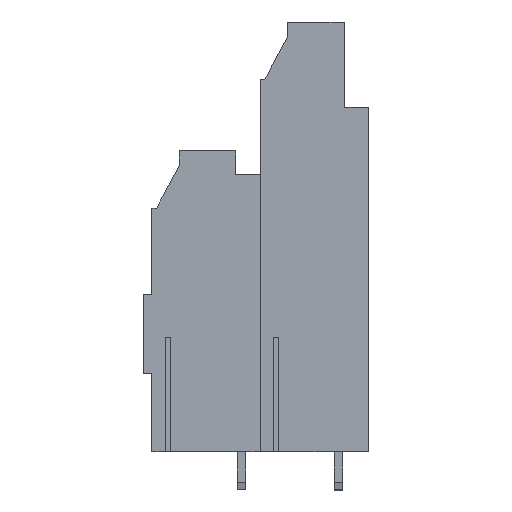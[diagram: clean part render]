
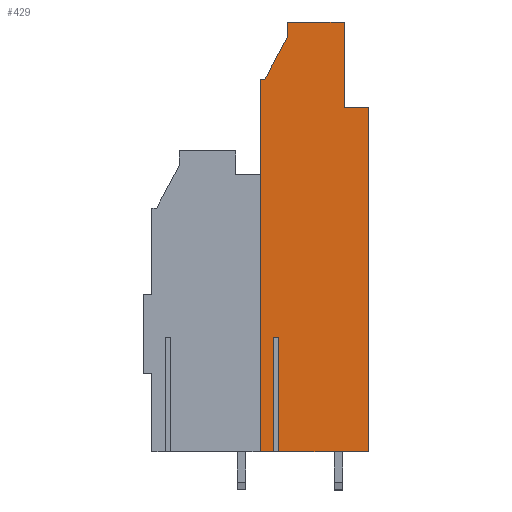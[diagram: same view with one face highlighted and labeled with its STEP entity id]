
A CAD part, top view. The second image highlights one B-rep face of the part: STEP entity #429.
In plain terms, the highlighted planar face has unit normal (0, 0, 1).
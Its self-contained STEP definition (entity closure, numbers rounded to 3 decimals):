
#429 = ADVANCED_FACE( '', ( #1068 ), #1069, .T. );
#1068 = FACE_OUTER_BOUND( '', #1934, .T. );
#1069 = PLANE( '', #1935 );
#1934 = EDGE_LOOP( '', ( #2986, #2987, #2988, #2989, #2990, #2991, #2992, #2993, #2994, #2995, #2996, #2997, #2998, #2999 ) );
#1935 = AXIS2_PLACEMENT_3D( '', #3000, #3001, #3002 );
#2986 = ORIENTED_EDGE( '', *, *, #5681, .T. );
#2987 = ORIENTED_EDGE( '', *, *, #5682, .T. );
#2988 = ORIENTED_EDGE( '', *, *, #5683, .T. );
#2989 = ORIENTED_EDGE( '', *, *, #5684, .T. );
#2990 = ORIENTED_EDGE( '', *, *, #5530, .T. );
#2991 = ORIENTED_EDGE( '', *, *, #5685, .T. );
#2992 = ORIENTED_EDGE( '', *, *, #5686, .T. );
#2993 = ORIENTED_EDGE( '', *, *, #5630, .T. );
#2994 = ORIENTED_EDGE( '', *, *, #5687, .T. );
#2995 = ORIENTED_EDGE( '', *, *, #5688, .T. );
#2996 = ORIENTED_EDGE( '', *, *, #5689, .T. );
#2997 = ORIENTED_EDGE( '', *, *, #5690, .T. );
#2998 = ORIENTED_EDGE( '', *, *, #5691, .F. );
#2999 = ORIENTED_EDGE( '', *, *, #5692, .T. );
#3000 = CARTESIAN_POINT( '', ( 16.6, 22.5, 0. ) );
#3001 = DIRECTION( '', ( 0., 0., 1. ) );
#3002 = DIRECTION( '', ( 1., 0., 0. ) );
#5530 = EDGE_CURVE( '', #6676, #6674, #6677, .T. );
#5630 = EDGE_CURVE( '', #6859, #6857, #6860, .T. );
#5681 = EDGE_CURVE( '', #6948, #6949, #6950, .T. );
#5682 = EDGE_CURVE( '', #6949, #6951, #6952, .T. );
#5683 = EDGE_CURVE( '', #6951, #6953, #6954, .T. );
#5684 = EDGE_CURVE( '', #6953, #6676, #6955, .T. );
#5685 = EDGE_CURVE( '', #6674, #6956, #6957, .T. );
#5686 = EDGE_CURVE( '', #6956, #6859, #6958, .T. );
#5687 = EDGE_CURVE( '', #6857, #6959, #6960, .T. );
#5688 = EDGE_CURVE( '', #6959, #6961, #6962, .T. );
#5689 = EDGE_CURVE( '', #6961, #6963, #6964, .T. );
#5690 = EDGE_CURVE( '', #6963, #6965, #6966, .T. );
#5691 = EDGE_CURVE( '', #6967, #6965, #6968, .T. );
#5692 = EDGE_CURVE( '', #6967, #6948, #6969, .T. );
#6674 = VERTEX_POINT( '', #8367 );
#6676 = VERTEX_POINT( '', #8370 );
#6677 = LINE( '', #8371, #8372 );
#6857 = VERTEX_POINT( '', #8629 );
#6859 = VERTEX_POINT( '', #8632 );
#6860 = LINE( '', #8633, #8634 );
#6948 = VERTEX_POINT( '', #8762 );
#6949 = VERTEX_POINT( '', #8763 );
#6950 = LINE( '', #8764, #8765 );
#6951 = VERTEX_POINT( '', #8766 );
#6952 = LINE( '', #8767, #8768 );
#6953 = VERTEX_POINT( '', #8769 );
#6954 = LINE( '', #8770, #8771 );
#6955 = LINE( '', #8772, #8773 );
#6956 = VERTEX_POINT( '', #8774 );
#6957 = LINE( '', #8775, #8776 );
#6958 = LINE( '', #8777, #8778 );
#6959 = VERTEX_POINT( '', #8779 );
#6960 = LINE( '', #8780, #8781 );
#6961 = VERTEX_POINT( '', #8782 );
#6962 = LINE( '', #8783, #8784 );
#6963 = VERTEX_POINT( '', #8785 );
#6964 = LINE( '', #8786, #8787 );
#6965 = VERTEX_POINT( '', #8788 );
#6966 = LINE( '', #8789, #8790 );
#6967 = VERTEX_POINT( '', #8791 );
#6968 = LINE( '', #8792, #8793 );
#6969 = LINE( '', #8794, #8795 );
#8367 = CARTESIAN_POINT( '', ( 22.7, 36., 0. ) );
#8370 = CARTESIAN_POINT( '', ( 22.7, 0., 0. ) );
#8371 = CARTESIAN_POINT( '', ( 22.7, 0., 0. ) );
#8372 = VECTOR( '', #10735, 1000. );
#8629 = CARTESIAN_POINT( '', ( 14.25, 45., 0. ) );
#8632 = CARTESIAN_POINT( '', ( 20.15, 45., 0. ) );
#8633 = CARTESIAN_POINT( '', ( 20.15, 45., 0. ) );
#8634 = VECTOR( '', #10832, 1000. );
#8762 = CARTESIAN_POINT( '', ( 12.796, 0., 0. ) );
#8763 = CARTESIAN_POINT( '', ( 12.796, 12., 0. ) );
#8764 = CARTESIAN_POINT( '', ( 12.796, 0., 0. ) );
#8765 = VECTOR( '', #10876, 1000. );
#8766 = CARTESIAN_POINT( '', ( 13.304, 12., 0. ) );
#8767 = CARTESIAN_POINT( '', ( 12.796, 12., 0. ) );
#8768 = VECTOR( '', #10877, 1000. );
#8769 = CARTESIAN_POINT( '', ( 13.304, 0., 0. ) );
#8770 = CARTESIAN_POINT( '', ( 13.304, 12., 0. ) );
#8771 = VECTOR( '', #10878, 1000. );
#8772 = CARTESIAN_POINT( '', ( 13.304, 0., 0. ) );
#8773 = VECTOR( '', #10879, 1000. );
#8774 = CARTESIAN_POINT( '', ( 20.15, 36., 0. ) );
#8775 = CARTESIAN_POINT( '', ( 22.7, 36., 0. ) );
#8776 = VECTOR( '', #10880, 1000. );
#8777 = CARTESIAN_POINT( '', ( 20.15, 36., 0. ) );
#8778 = VECTOR( '', #10881, 1000. );
#8779 = CARTESIAN_POINT( '', ( 14.25, 43.5, 0. ) );
#8780 = CARTESIAN_POINT( '', ( 14.25, 45., 0. ) );
#8781 = VECTOR( '', #10882, 1000. );
#8782 = CARTESIAN_POINT( '', ( 11.85, 39., 0. ) );
#8783 = CARTESIAN_POINT( '', ( 14.25, 43.5, 0. ) );
#8784 = VECTOR( '', #10883, 1000. );
#8785 = CARTESIAN_POINT( '', ( 11.35, 39., 0. ) );
#8786 = CARTESIAN_POINT( '', ( 11.85, 39., 0. ) );
#8787 = VECTOR( '', #10884, 1000. );
#8788 = CARTESIAN_POINT( '', ( 11.35, 29., 0. ) );
#8789 = CARTESIAN_POINT( '', ( 11.35, 39., 0. ) );
#8790 = VECTOR( '', #10885, 1000. );
#8791 = CARTESIAN_POINT( '', ( 11.35, 0., 0. ) );
#8792 = CARTESIAN_POINT( '', ( 11.35, 0., 0. ) );
#8793 = VECTOR( '', #10886, 1000. );
#8794 = CARTESIAN_POINT( '', ( 11.35, 0., 0. ) );
#8795 = VECTOR( '', #10887, 1000. );
#10735 = DIRECTION( '', ( 0., 1., 0. ) );
#10832 = DIRECTION( '', ( -1., 0., 0. ) );
#10876 = DIRECTION( '', ( 0., 1., 0. ) );
#10877 = DIRECTION( '', ( 1., 0., 0. ) );
#10878 = DIRECTION( '', ( 0., -1., 0. ) );
#10879 = DIRECTION( '', ( 1., 0., 0. ) );
#10880 = DIRECTION( '', ( -1., 0., 0. ) );
#10881 = DIRECTION( '', ( 0., 1., 0. ) );
#10882 = DIRECTION( '', ( 0., -1., 0. ) );
#10883 = DIRECTION( '', ( -0.471, -0.882, 0. ) );
#10884 = DIRECTION( '', ( -1., 0., 0. ) );
#10885 = DIRECTION( '', ( 0., -1., 0. ) );
#10886 = DIRECTION( '', ( 0., 1., 0. ) );
#10887 = DIRECTION( '', ( 1., 0., 0. ) );
